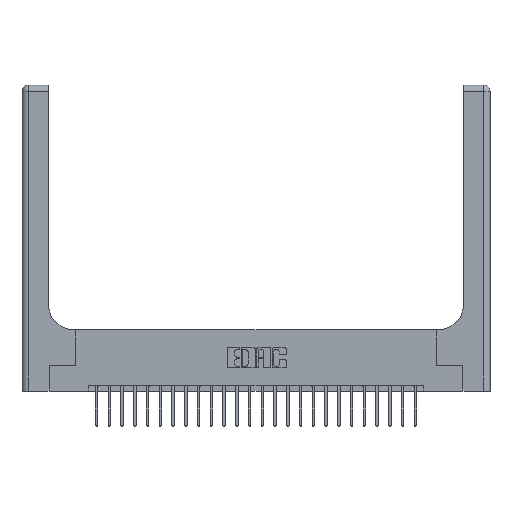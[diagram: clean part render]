
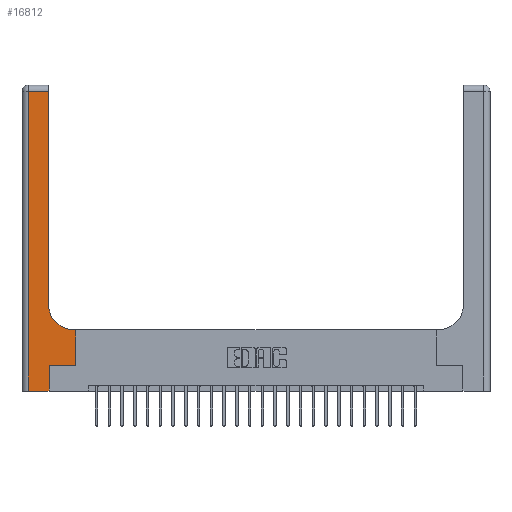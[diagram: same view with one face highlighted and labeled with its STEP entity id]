
A CAD part, top view. The second image highlights one B-rep face of the part: STEP entity #16812.
In plain terms, the highlighted planar face has unit normal (0, 0, 1).
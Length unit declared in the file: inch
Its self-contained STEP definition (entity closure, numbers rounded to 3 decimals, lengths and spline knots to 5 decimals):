
#46 = CARTESIAN_POINT ( 'NONE',  ( 0.528, 0.25, 0.37 ) ) ;
#256 = ORIENTED_EDGE ( 'NONE', *, *, #11912, .T. ) ;
#321 = ORIENTED_EDGE ( 'NONE', *, *, #11854, .T. ) ;
#930 = DIRECTION ( 'NONE',  ( -1., 0., 0. ) ) ;
#1488 = VERTEX_POINT ( 'NONE', #15803 ) ;
#1677 = CARTESIAN_POINT ( 'NONE',  ( 0., 0., 0.37 ) ) ;
#1933 = CARTESIAN_POINT ( 'NONE',  ( 0.06, 2.94, 0.37 ) ) ;
#2482 = DIRECTION ( 'NONE',  ( 0., -1., 0. ) ) ;
#2705 = DIRECTION ( 'NONE',  ( 0., 1., 0. ) ) ;
#2720 = CARTESIAN_POINT ( 'NONE',  ( 0.51, 0.85, 0.37 ) ) ;
#2820 = CARTESIAN_POINT ( 'NONE',  ( 0.26, 0.6, 0.37 ) ) ;
#3318 = VERTEX_POINT ( 'NONE', #9368 ) ;
#3782 = EDGE_CURVE ( 'NONE', #3318, #3952, #7176, .T. ) ;
#3941 = LINE ( 'NONE', #46, #6071 ) ;
#3952 = VERTEX_POINT ( 'NONE', #1933 ) ;
#4420 = VECTOR ( 'NONE', #24762, 39.37008 ) ;
#5165 = ORIENTED_EDGE ( 'NONE', *, *, #8056, .T. ) ;
#5189 = EDGE_CURVE ( 'NONE', #10548, #6068, #9386, .T. ) ;
#5594 = LINE ( 'NONE', #7612, #4420 ) ;
#6068 = VERTEX_POINT ( 'NONE', #11298 ) ;
#6071 = VECTOR ( 'NONE', #15361, 39.37008 ) ;
#6397 = DIRECTION ( 'NONE',  ( 1., 0., 0. ) ) ;
#6662 = AXIS2_PLACEMENT_3D ( 'NONE', #2720, #23563, #6397 ) ;
#6894 = CARTESIAN_POINT ( 'NONE',  ( 0.06, 3., 0.37 ) ) ;
#7176 = LINE ( 'NONE', #8929, #15139 ) ;
#7220 = ORIENTED_EDGE ( 'NONE', *, *, #11160, .T. ) ;
#7378 = DIRECTION ( 'NONE',  ( 1., 0., 0. ) ) ;
#7485 = DIRECTION ( 'NONE',  ( 1., 0., 0. ) ) ;
#7612 = CARTESIAN_POINT ( 'NONE',  ( 0.26, 3., 0.37 ) ) ;
#7752 = CARTESIAN_POINT ( 'NONE',  ( 0.265, 0.25, 0.37 ) ) ;
#7985 = FACE_OUTER_BOUND ( 'NONE', #24115, .T. ) ;
#8056 = EDGE_CURVE ( 'NONE', #15439, #23813, #11861, .T. ) ;
#8264 = CARTESIAN_POINT ( 'NONE',  ( 0.265, 0., 0.37 ) ) ;
#8929 = CARTESIAN_POINT ( 'NONE',  ( 0., 2.94, 0.37 ) ) ;
#9368 = CARTESIAN_POINT ( 'NONE',  ( 0.26, 2.94, 0.37 ) ) ;
#9386 = LINE ( 'NONE', #7752, #21861 ) ;
#9641 = CARTESIAN_POINT ( 'NONE',  ( 0.51, 0.6, 0.37 ) ) ;
#9857 = CARTESIAN_POINT ( 'NONE',  ( 0., 3., 0.37 ) ) ;
#10537 = LINE ( 'NONE', #6894, #16033 ) ;
#10548 = VERTEX_POINT ( 'NONE', #19215 ) ;
#10597 = CARTESIAN_POINT ( 'NONE',  ( 0.265, 0., 0.37 ) ) ;
#10869 = LINE ( 'NONE', #1677, #21996 ) ;
#11160 = EDGE_CURVE ( 'NONE', #3952, #15472, #10537, .T. ) ;
#11298 = CARTESIAN_POINT ( 'NONE',  ( 0.528, 0.25, 0.37 ) ) ;
#11841 = DIRECTION ( 'NONE',  ( -1., 0., 0. ) ) ;
#11854 = EDGE_CURVE ( 'NONE', #23813, #3318, #5594, .T. ) ;
#11861 = CIRCLE ( 'NONE', #6662, 0.25 ) ;
#11912 = EDGE_CURVE ( 'NONE', #6068, #1488, #3941, .T. ) ;
#12594 = ORIENTED_EDGE ( 'NONE', *, *, #23385, .T. ) ;
#12698 = ORIENTED_EDGE ( 'NONE', *, *, #5189, .T. ) ;
#13773 = AXIS2_PLACEMENT_3D ( 'NONE', #9857, #17497, #11841 ) ;
#14278 = VECTOR ( 'NONE', #2705, 39.37008 ) ;
#14349 = CARTESIAN_POINT ( 'NONE',  ( 0.26, 0.85, 0.37 ) ) ;
#15139 = VECTOR ( 'NONE', #18431, 39.37008 ) ;
#15361 = DIRECTION ( 'NONE',  ( 0., 1., 0. ) ) ;
#15439 = VERTEX_POINT ( 'NONE', #9641 ) ;
#15472 = VERTEX_POINT ( 'NONE', #17764 ) ;
#15788 = EDGE_CURVE ( 'NONE', #15472, #19412, #10869, .T. ) ;
#15803 = CARTESIAN_POINT ( 'NONE',  ( 0.528, 0.6, 0.37 ) ) ;
#16033 = VECTOR ( 'NONE', #2482, 39.37008 ) ;
#16812 = ADVANCED_FACE ( 'NONE', ( #7985 ), #23509, .F. ) ;
#17497 = DIRECTION ( 'NONE',  ( 0., 0., -1. ) ) ;
#17764 = CARTESIAN_POINT ( 'NONE',  ( 0.06, 0., 0.37 ) ) ;
#17850 = EDGE_CURVE ( 'NONE', #1488, #15439, #22272, .T. ) ;
#17967 = ORIENTED_EDGE ( 'NONE', *, *, #15788, .T. ) ;
#18431 = DIRECTION ( 'NONE',  ( -1., 0., 0. ) ) ;
#19215 = CARTESIAN_POINT ( 'NONE',  ( 0.265, 0.25, 0.37 ) ) ;
#19412 = VERTEX_POINT ( 'NONE', #10597 ) ;
#21861 = VECTOR ( 'NONE', #7378, 39.37008 ) ;
#21900 = LINE ( 'NONE', #8264, #14278 ) ;
#21912 = VECTOR ( 'NONE', #930, 39.37008 ) ;
#21996 = VECTOR ( 'NONE', #7485, 39.37008 ) ;
#22157 = ORIENTED_EDGE ( 'NONE', *, *, #17850, .T. ) ;
#22272 = LINE ( 'NONE', #2820, #21912 ) ;
#23082 = ORIENTED_EDGE ( 'NONE', *, *, #3782, .T. ) ;
#23385 = EDGE_CURVE ( 'NONE', #19412, #10548, #21900, .T. ) ;
#23509 = PLANE ( 'NONE',  #13773 ) ;
#23563 = DIRECTION ( 'NONE',  ( 0., 0., -1. ) ) ;
#23813 = VERTEX_POINT ( 'NONE', #14349 ) ;
#24115 = EDGE_LOOP ( 'NONE', ( #321, #23082, #7220, #17967, #12594, #12698, #256, #22157, #5165 ) ) ;
#24762 = DIRECTION ( 'NONE',  ( 0., 1., 0. ) ) ;
